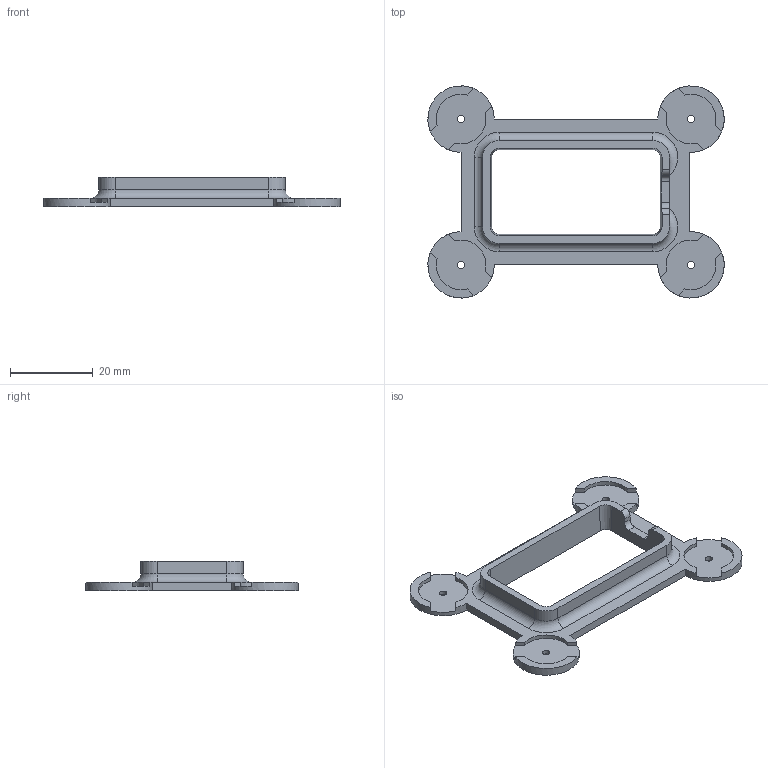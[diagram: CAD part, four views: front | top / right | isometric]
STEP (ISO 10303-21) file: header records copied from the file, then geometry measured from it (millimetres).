
FILE_DESCRIPTION(('FreeCAD Model'),'2;1');
FILE_NAME('Servo-SM-4303R-support.step','2018-03-25T17:23:04',('Author'),(''), 'Open CASCADE STEP processor 7.1','FreeCAD','Unknown');
FILE_SCHEMA(('AUTOMOTIVE_DESIGN { 1 0 10303 214 1 1 1 1 }'));
Length unit declared in the file: millimetre
Products named in the file (1): Servo-support
Bounding box: 71.47 x 51.18 x 7 mm (x, y, z)
Volume: 4138.9 mm3; surface area: 5373.9 mm2
Topology: 1 solids, 1 shells, 77 faces, 227 edges, 152 vertices
Faces by surface type: plane 42, cylinder 27, torus 4, cone 4
Full cylindrical faces by diameter (mm): 1.8 x4
Entity records: 5923 total; most frequent: CARTESIAN_POINT 1381, DIRECTION 867, LINE 477, VECTOR 477, ORIENTED_EDGE 454, PCURVE 454, DEFINITIONAL_REPRESENTATION 454, EDGE_CURVE 227
